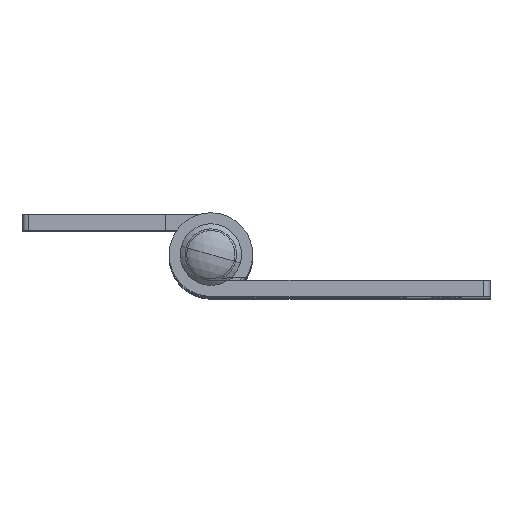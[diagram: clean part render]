
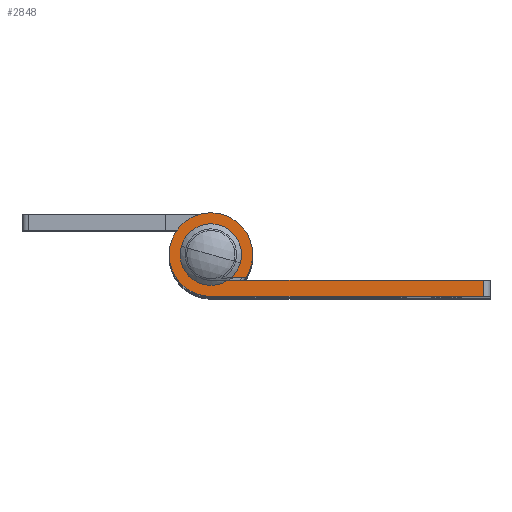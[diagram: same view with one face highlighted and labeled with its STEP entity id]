
A CAD part, top view. The second image highlights one B-rep face of the part: STEP entity #2848.
In plain terms, the highlighted planar face has unit normal (0, 0, 1).
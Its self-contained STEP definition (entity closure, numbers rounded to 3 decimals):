
#57 = AXIS2_PLACEMENT_3D ( 'NONE', #633, #908, #2854 ) ;
#66 = EDGE_CURVE ( 'NONE', #404, #1316, #1836, .T. ) ;
#103 = EDGE_CURVE ( 'NONE', #438, #2250, #2999, .T. ) ;
#146 = DIRECTION ( 'NONE',  ( 0., 1., 0. ) ) ;
#204 = DIRECTION ( 'NONE',  ( 0., 0., -1. ) ) ;
#228 = CARTESIAN_POINT ( 'NONE',  ( -41.75, 0., 50. ) ) ;
#257 = VERTEX_POINT ( 'NONE', #1779 ) ;
#293 = LINE ( 'NONE', #990, #697 ) ;
#404 = VERTEX_POINT ( 'NONE', #604 ) ;
#438 = VERTEX_POINT ( 'NONE', #3014 ) ;
#454 = ORIENTED_EDGE ( 'NONE', *, *, #730, .T. ) ;
#461 = DIRECTION ( 'NONE',  ( -1., 0., 0. ) ) ;
#462 = EDGE_LOOP ( 'NONE', ( #982, #1135, #1835, #1537, #1964, #2756, #1343, #933, #2675, #454 ) ) ;
#475 = CARTESIAN_POINT ( 'NONE',  ( -37.9, 6.25, 50. ) ) ;
#499 = AXIS2_PLACEMENT_3D ( 'NONE', #2331, #1180, #624 ) ;
#604 = CARTESIAN_POINT ( 'NONE',  ( -1., 0., 50. ) ) ;
#609 = CARTESIAN_POINT ( 'NONE',  ( -41.75, 6.25, 50. ) ) ;
#616 = VERTEX_POINT ( 'NONE', #1441 ) ;
#624 = DIRECTION ( 'NONE',  ( -1., 0., 0. ) ) ;
#633 = CARTESIAN_POINT ( 'NONE',  ( -41.75, 6.25, 50. ) ) ;
#678 = VERTEX_POINT ( 'NONE', #228 ) ;
#697 = VECTOR ( 'NONE', #461, 1000. ) ;
#726 = FACE_OUTER_BOUND ( 'NONE', #462, .T. ) ;
#730 = EDGE_CURVE ( 'NONE', #749, #678, #3019, .T. ) ;
#745 = DIRECTION ( 'NONE',  ( 0., 0., 1. ) ) ;
#749 = VERTEX_POINT ( 'NONE', #2429 ) ;
#762 = AXIS2_PLACEMENT_3D ( 'NONE', #2239, #2002, #2076 ) ;
#800 = CIRCLE ( 'NONE', #499, 3.85 ) ;
#908 = DIRECTION ( 'NONE',  ( 0., 0., -1. ) ) ;
#910 = VERTEX_POINT ( 'NONE', #1817 ) ;
#929 = CARTESIAN_POINT ( 'NONE',  ( -41.75, 6.25, 50. ) ) ;
#933 = ORIENTED_EDGE ( 'NONE', *, *, #103, .T. ) ;
#956 = CIRCLE ( 'NONE', #1762, 3.85 ) ;
#959 = PLANE ( 'NONE',  #1107 ) ;
#982 = ORIENTED_EDGE ( 'NONE', *, *, #2681, .T. ) ;
#990 = CARTESIAN_POINT ( 'NONE',  ( 0., 2.4, 50. ) ) ;
#1050 = CARTESIAN_POINT ( 'NONE',  ( -40.211, 2.721, 50. ) ) ;
#1107 = AXIS2_PLACEMENT_3D ( 'NONE', #1693, #2694, #1524 ) ;
#1135 = ORIENTED_EDGE ( 'NONE', *, *, #66, .T. ) ;
#1166 = VECTOR ( 'NONE', #1800, 1000. ) ;
#1180 = DIRECTION ( 'NONE',  ( 0., 0., -1. ) ) ;
#1238 = EDGE_CURVE ( 'NONE', #2250, #749, #2926, .T. ) ;
#1258 = VECTOR ( 'NONE', #2085, 1000. ) ;
#1306 = LINE ( 'NONE', #1050, #1166 ) ;
#1316 = VERTEX_POINT ( 'NONE', #2332 ) ;
#1343 = ORIENTED_EDGE ( 'NONE', *, *, #1994, .T. ) ;
#1413 = CARTESIAN_POINT ( 'NONE',  ( 0., 0., 50. ) ) ;
#1441 = CARTESIAN_POINT ( 'NONE',  ( -45.6, 6.25, 50. ) ) ;
#1524 = DIRECTION ( 'NONE',  ( -1., 0., 0. ) ) ;
#1537 = ORIENTED_EDGE ( 'NONE', *, *, #2369, .T. ) ;
#1578 = DIRECTION ( 'NONE',  ( -1., 0., 0. ) ) ;
#1655 = DIRECTION ( 'NONE',  ( -1., 0., 0. ) ) ;
#1693 = CARTESIAN_POINT ( 'NONE',  ( -41.75, 6.25, 50. ) ) ;
#1762 = AXIS2_PLACEMENT_3D ( 'NONE', #609, #204, #1578 ) ;
#1779 = CARTESIAN_POINT ( 'NONE',  ( -41.75, 2.4, 50. ) ) ;
#1800 = DIRECTION ( 'NONE',  ( 0.999, 0.034, 0. ) ) ;
#1817 = CARTESIAN_POINT ( 'NONE',  ( -40.211, 2.721, 50. ) ) ;
#1835 = ORIENTED_EDGE ( 'NONE', *, *, #2775, .T. ) ;
#1836 = LINE ( 'NONE', #2330, #2502 ) ;
#1964 = ORIENTED_EDGE ( 'NONE', *, *, #2384, .T. ) ;
#1994 = EDGE_CURVE ( 'NONE', #910, #438, #1306, .T. ) ;
#2002 = DIRECTION ( 'NONE',  ( 0., 0., 1. ) ) ;
#2005 = DIRECTION ( 'NONE',  ( 0., 0., 1. ) ) ;
#2076 = DIRECTION ( 'NONE',  ( -1., 0., 0. ) ) ;
#2085 = DIRECTION ( 'NONE',  ( 1., 0., 0. ) ) ;
#2100 = LINE ( 'NONE', #1413, #1258 ) ;
#2229 = DIRECTION ( 'NONE',  ( -1., 0., 0. ) ) ;
#2239 = CARTESIAN_POINT ( 'NONE',  ( -41.75, 6.25, 50. ) ) ;
#2250 = VERTEX_POINT ( 'NONE', #2891 ) ;
#2330 = CARTESIAN_POINT ( 'NONE',  ( -1., 6.25, 50. ) ) ;
#2331 = CARTESIAN_POINT ( 'NONE',  ( -41.75, 6.25, 50. ) ) ;
#2332 = CARTESIAN_POINT ( 'NONE',  ( -1., 2.4, 50. ) ) ;
#2369 = EDGE_CURVE ( 'NONE', #257, #616, #956, .T. ) ;
#2384 = EDGE_CURVE ( 'NONE', #616, #3080, #800, .T. ) ;
#2429 = CARTESIAN_POINT ( 'NONE',  ( -48., 6.25, 50. ) ) ;
#2460 = CIRCLE ( 'NONE', #57, 3.85 ) ;
#2500 = AXIS2_PLACEMENT_3D ( 'NONE', #929, #745, #1655 ) ;
#2502 = VECTOR ( 'NONE', #146, 1000. ) ;
#2663 = AXIS2_PLACEMENT_3D ( 'NONE', #2677, #2005, #2229 ) ;
#2675 = ORIENTED_EDGE ( 'NONE', *, *, #1238, .T. ) ;
#2677 = CARTESIAN_POINT ( 'NONE',  ( -41.75, 6.25, 50. ) ) ;
#2681 = EDGE_CURVE ( 'NONE', #678, #404, #2100, .T. ) ;
#2694 = DIRECTION ( 'NONE',  ( 0., 0., -1. ) ) ;
#2706 = EDGE_CURVE ( 'NONE', #3080, #910, #2460, .T. ) ;
#2756 = ORIENTED_EDGE ( 'NONE', *, *, #2706, .T. ) ;
#2775 = EDGE_CURVE ( 'NONE', #1316, #257, #293, .T. ) ;
#2848 = ADVANCED_FACE ( 'NONE', ( #726 ), #959, .F. ) ;
#2854 = DIRECTION ( 'NONE',  ( -1., 0., 0. ) ) ;
#2891 = CARTESIAN_POINT ( 'NONE',  ( -35.5, 6.25, 50. ) ) ;
#2926 = CIRCLE ( 'NONE', #762, 6.25 ) ;
#2999 = CIRCLE ( 'NONE', #2500, 6.25 ) ;
#3014 = CARTESIAN_POINT ( 'NONE',  ( -36.507, 2.848, 50. ) ) ;
#3019 = CIRCLE ( 'NONE', #2663, 6.25 ) ;
#3080 = VERTEX_POINT ( 'NONE', #475 ) ;
